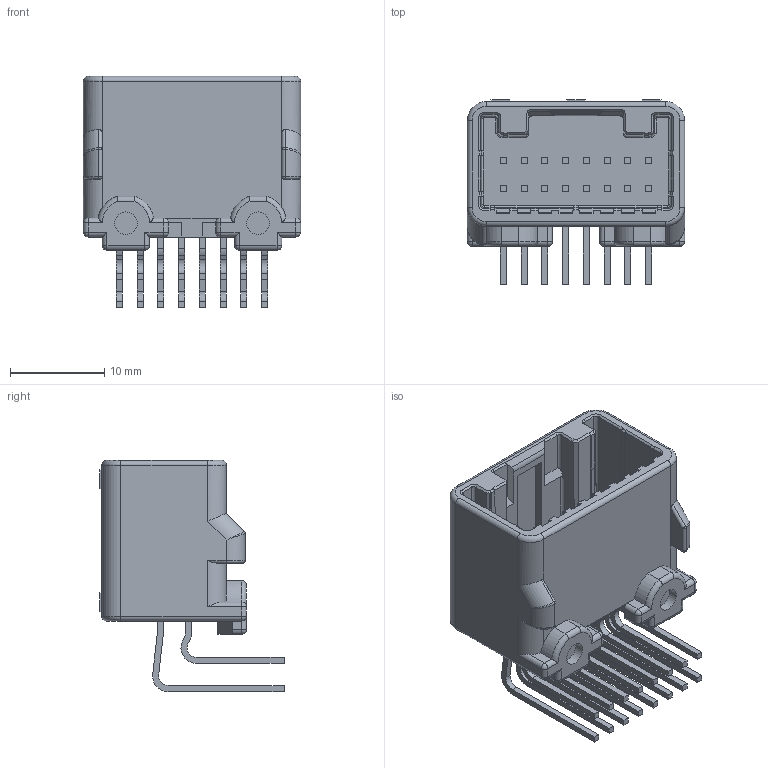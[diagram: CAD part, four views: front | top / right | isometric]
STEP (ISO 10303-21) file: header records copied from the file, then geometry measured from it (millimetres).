
FILE_DESCRIPTION(/* description */ ('STEP AP242','CAx-IF Rec.Pracs.---Representation and Presentation of Product Manufacturing Information (PMI)---4.0---2014-10-13'),/* implementation_level */ '2;1');
FILE_NAME(/* name */ '1318382-2.stp',/* time_stamp */ '2020-06-21T14:12:13-07:00',/* author */ ('Ryan'),/* organization */ ('TraceParts S.A.'),/* preprocessor_version */ 'ST-DEVELOPER v18',/* originating_system */ 'Autodesk Inventor 2020',/* authorisation */ ' ');
FILE_SCHEMA (('AP242_MANAGED_MODEL_BASED_3D_ENGINEERING_MIM_LF { 1 0 10303 442 1 1 4 }'));
Length unit declared in the file: millimetre
Products named in the file (1): 1318382-2
Bounding box: 23 x 19.5 x 24.47 mm (x, y, z)
Volume: 2704.7 mm3; surface area: 3937.2 mm2
Topology: 1 solids, 1 shells, 670 faces, 1766 edges, 1136 vertices
Faces by surface type: plane 457, cylinder 165, sphere 16, torus 12, bspline 10, cone 10
Full cylindrical faces by diameter (mm): 2.4 x4
Entity records: 21898 total; most frequent: CARTESIAN_POINT 5004, ORIENTED_EDGE 3532, DIRECTION 3446, EDGE_CURVE 1766, LINE 1398, VECTOR 1398, VERTEX_POINT 1136, AXIS2_PLACEMENT_3D 1024
